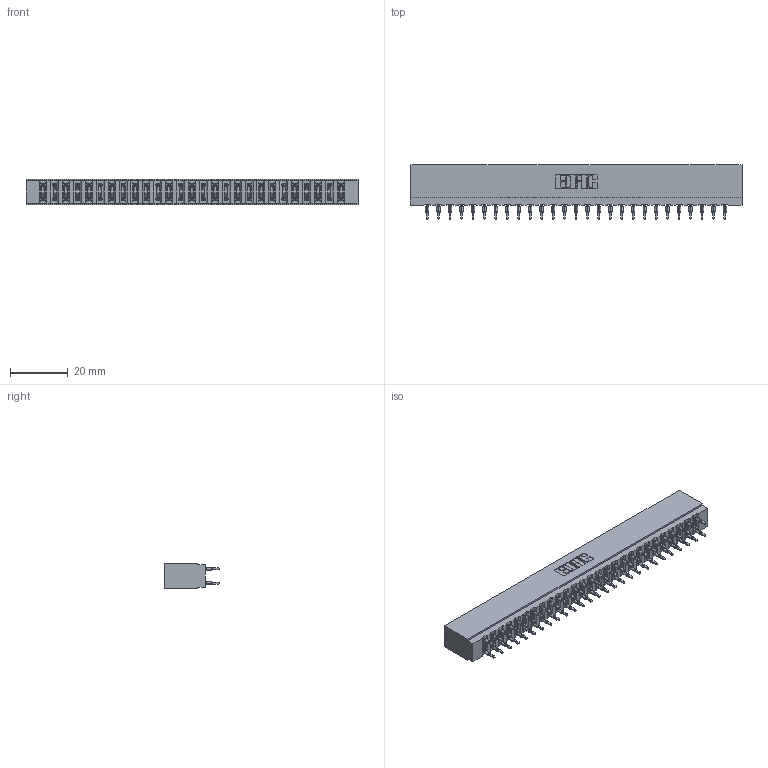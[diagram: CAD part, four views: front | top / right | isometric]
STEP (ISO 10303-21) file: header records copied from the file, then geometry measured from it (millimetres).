
FILE_DESCRIPTION (( 'STEP AP203' ), '1' );
FILE_NAME ('717-054-560-201.STEP', '2026-02-20T18:25:17', ( '' ), ( '' ), 'SwSTEP 2.0', 'SolidWorks 2023', '' );
FILE_SCHEMA (( 'CONFIG_CONTROL_DESIGN' ));
Length unit declared in the file: millimetre
Products named in the file (3): 745-292-001_560; 717-054-560-201; 717 Part_Insulator Option - 06
Assembly tree (55 placements, depth 2):
  717-054-560-201
    717 Part_Insulator Option - 06
    745-292-001_560  x54
Bounding box: 114.86 x 18.78 x 8.89 mm (x, y, z)
Volume: 10214.1 mm3; surface area: 16373.6 mm2
Topology: 55 solids, 55 shells, 5440 faces, 14885 edges, 9454 vertices
Faces by surface type: plane 2835, cylinder 1201, bspline 1080, torus 324
Entity records: 48648 total; most frequent: CARTESIAN_POINT 8953, ORIENTED_EDGE 8358, DIRECTION 7315, EDGE_CURVE 4179, LINE 3827, VECTOR 3827, VERTEX_POINT 2670, AXIS2_PLACEMENT_3D 1744
